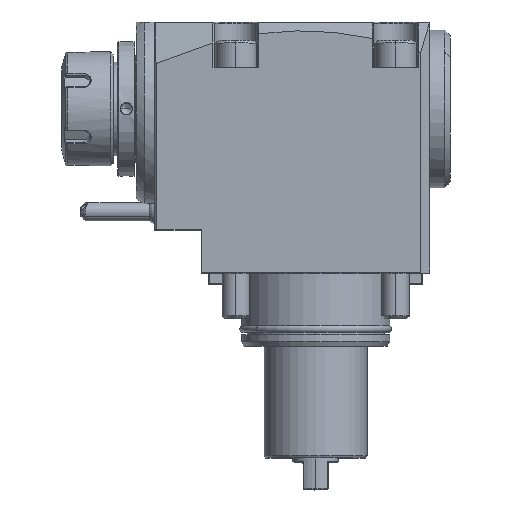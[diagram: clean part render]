
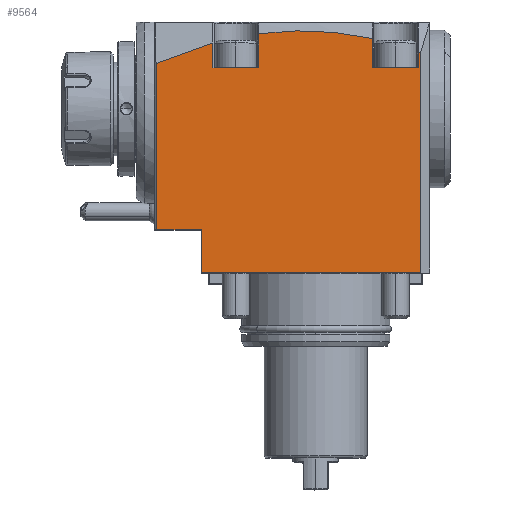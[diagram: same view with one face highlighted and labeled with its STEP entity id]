
A CAD part, top view. The second image highlights one B-rep face of the part: STEP entity #9564.
In plain terms, the highlighted planar face has unit normal (0, 0, 1).
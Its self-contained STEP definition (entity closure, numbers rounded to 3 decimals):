
#14=DIRECTION('',(-1.,0.,0.));
#15=VECTOR('',#14,96.);
#16=CARTESIAN_POINT('',(116.7,0.,47.));
#17=LINE('',#16,#15);
#297=CARTESIAN_POINT('',(116.7,96.598,47.));
#303=DIRECTION('',(0.,-1.,0.));
#304=VECTOR('',#303,96.598);
#305=CARTESIAN_POINT('',(116.7,96.598,47.));
#306=LINE('',#305,#304);
#307=DIRECTION('',(0.,1.,0.));
#308=VECTOR('',#307,19.);
#309=CARTESIAN_POINT('',(20.7,0.,47.));
#310=LINE('',#309,#308);
#311=DIRECTION('',(1.,0.,0.));
#312=VECTOR('',#311,19.7);
#313=CARTESIAN_POINT('',(1.,19.,47.));
#314=LINE('',#313,#312);
#315=CARTESIAN_POINT('',(25.665,100.792,47.));
#316=CARTESIAN_POINT('',(17.207,98.47,47.));
#317=CARTESIAN_POINT('',(8.997,95.459,47.));
#318=CARTESIAN_POINT('',(1.,91.859,47.));
#320=DIRECTION('',(-0.268,0.963,0.));
#321=VECTOR('',#320,0.132);
#322=CARTESIAN_POINT('',(25.7,100.664,47.));
#323=LINE('',#322,#321);
#324=DIRECTION('',(0.,1.,0.));
#325=VECTOR('',#324,10.664);
#326=CARTESIAN_POINT('',(25.7,90.,47.));
#327=LINE('',#326,#325);
#328=DIRECTION('',(0.001,-1.,0.));
#329=VECTOR('',#328,14.874);
#330=CARTESIAN_POINT('',(45.691,104.874,47.));
#331=LINE('',#330,#329);
#332=CARTESIAN_POINT('',(45.7,104.875,47.));
#333=CARTESIAN_POINT('',(46.8,105.021,47.));
#334=CARTESIAN_POINT('',(49.004,105.29,47.));
#335=CARTESIAN_POINT('',(52.326,105.616,47.));
#336=CARTESIAN_POINT('',(55.649,105.865,47.));
#337=CARTESIAN_POINT('',(58.974,106.036,47.));
#338=CARTESIAN_POINT('',(62.302,106.13,47.));
#339=CARTESIAN_POINT('',(65.633,106.146,47.));
#340=CARTESIAN_POINT('',(68.966,106.084,47.));
#341=CARTESIAN_POINT('',(72.297,105.944,47.));
#342=CARTESIAN_POINT('',(75.631,105.726,47.));
#343=CARTESIAN_POINT('',(78.966,105.429,47.));
#344=CARTESIAN_POINT('',(82.303,105.054,47.));
#345=CARTESIAN_POINT('',(85.643,104.6,47.));
#346=CARTESIAN_POINT('',(88.989,104.067,47.));
#347=CARTESIAN_POINT('',(92.341,103.454,47.));
#348=CARTESIAN_POINT('',(94.58,102.991,47.));
#349=CARTESIAN_POINT('',(95.7,102.747,47.));
#351=DIRECTION('',(0.,1.,0.));
#352=VECTOR('',#351,12.747);
#353=CARTESIAN_POINT('',(95.7,90.,47.));
#354=LINE('',#353,#352);
#355=DIRECTION('',(0.,-1.,0.));
#356=VECTOR('',#355,6.782);
#357=CARTESIAN_POINT('',(115.7,96.782,47.));
#358=LINE('',#357,#356);
#359=DIRECTION('',(-0.273,-0.962,0.));
#360=VECTOR('',#359,0.17);
#361=CARTESIAN_POINT('',(115.746,96.945,47.));
#362=LINE('',#361,#360);
#363=CARTESIAN_POINT('',(115.746,96.945,47.));
#364=CARTESIAN_POINT('',(116.065,96.83,47.));
#365=CARTESIAN_POINT('',(116.382,96.715,47.));
#366=CARTESIAN_POINT('',(116.7,96.598,47.));
#425=CARTESIAN_POINT('',(1.,91.859,47.));
#430=DIRECTION('',(0.,-1.,0.));
#431=VECTOR('',#430,72.859);
#432=CARTESIAN_POINT('',(1.,91.859,47.));
#433=LINE('',#432,#431);
#4454=DIRECTION('',(-1.,0.,0.));
#4455=VECTOR('',#4454,20.);
#4456=CARTESIAN_POINT('',(115.7,90.,47.));
#4457=LINE('',#4456,#4455);
#4540=DIRECTION('',(-1.,0.,0.));
#4541=VECTOR('',#4540,20.);
#4542=CARTESIAN_POINT('',(45.7,90.,47.));
#4543=LINE('',#4542,#4541);
#8028=VERTEX_POINT('',#425);
#8042=VERTEX_POINT('',#297);
#8059=CARTESIAN_POINT('',(25.7,100.664,47.));
#8060=CARTESIAN_POINT('',(25.665,100.792,47.));
#8061=VERTEX_POINT('',#8059);
#8062=VERTEX_POINT('',#8060);
#8069=CARTESIAN_POINT('',(115.746,96.945,47.));
#8070=VERTEX_POINT('',#8069);
#8073=CARTESIAN_POINT('',(45.691,104.874,47.));
#8074=CARTESIAN_POINT('',(45.7,90.,47.));
#8075=VERTEX_POINT('',#8073);
#8076=VERTEX_POINT('',#8074);
#8101=VERTEX_POINT('',#349);
#8104=CARTESIAN_POINT('',(115.7,90.,47.));
#8106=VERTEX_POINT('',#8104);
#8115=CARTESIAN_POINT('',(95.7,90.,47.));
#8117=VERTEX_POINT('',#8115);
#8120=CARTESIAN_POINT('',(115.7,96.782,47.));
#8121=VERTEX_POINT('',#8120);
#8124=CARTESIAN_POINT('',(25.7,90.,47.));
#8125=VERTEX_POINT('',#8124);
#8951=CARTESIAN_POINT('',(116.7,0.,47.));
#8952=VERTEX_POINT('',#8951);
#8962=CARTESIAN_POINT('',(20.7,0.,47.));
#8964=VERTEX_POINT('',#8962);
#8965=CARTESIAN_POINT('',(20.7,19.,47.));
#8966=VERTEX_POINT('',#8965);
#8967=CARTESIAN_POINT('',(1.,19.,47.));
#8968=VERTEX_POINT('',#8967);
#9527=CARTESIAN_POINT('',(0.,110.,47.));
#9528=DIRECTION('',(0.,0.,1.));
#9529=DIRECTION('',(0.,-1.,0.));
#9530=AXIS2_PLACEMENT_3D('',#9527,#9528,#9529);
#9531=PLANE('',#9530);
#9532=ORIENTED_EDGE('',*,*,#9518,.T.);
#9533=ORIENTED_EDGE('',*,*,#9148,.T.);
#9535=ORIENTED_EDGE('',*,*,#9534,.T.);
#9537=ORIENTED_EDGE('',*,*,#9536,.F.);
#9539=ORIENTED_EDGE('',*,*,#9538,.F.);
#9541=ORIENTED_EDGE('',*,*,#9540,.F.);
#9543=ORIENTED_EDGE('',*,*,#9542,.F.);
#9545=ORIENTED_EDGE('',*,*,#9544,.F.);
#9547=ORIENTED_EDGE('',*,*,#9546,.F.);
#9549=ORIENTED_EDGE('',*,*,#9548,.F.);
#9551=ORIENTED_EDGE('',*,*,#9550,.T.);
#9553=ORIENTED_EDGE('',*,*,#9552,.F.);
#9555=ORIENTED_EDGE('',*,*,#9554,.F.);
#9557=ORIENTED_EDGE('',*,*,#9556,.F.);
#9559=ORIENTED_EDGE('',*,*,#9558,.F.);
#9561=ORIENTED_EDGE('',*,*,#9560,.T.);
#9562=EDGE_LOOP('',(#9532,#9533,#9535,#9537,#9539,#9541,#9543,#9545,#9547,#9549,
#9551,#9553,#9555,#9557,#9559,#9561));
#9563=FACE_OUTER_BOUND('',#9562,.F.);
#319=B_SPLINE_CURVE_WITH_KNOTS('',3,(#315,#316,#317,#318),.UNSPECIFIED.,.F.,.F.,
(4,4),(0.,1.),.UNSPECIFIED.);
#350=B_SPLINE_CURVE_WITH_KNOTS('',3,(#332,#333,#334,#335,#336,#337,#338,#339,
#340,#341,#342,#343,#344,#345,#346,#347,#348,#349),.UNSPECIFIED.,.F.,.F.,(4,1,1,
1,1,1,1,1,1,1,1,1,1,1,1,4),(0.,0.067,0.133,0.2,
0.267,0.333,0.4,0.467,0.533,
0.6,0.667,0.733,0.8,0.867,
0.933,1.),.UNSPECIFIED.);
#367=B_SPLINE_CURVE_WITH_KNOTS('',3,(#363,#364,#365,#366),.UNSPECIFIED.,.F.,.F.,
(4,4),(0.,1.),.UNSPECIFIED.);
#9148=EDGE_CURVE('',#8952,#8964,#17,.T.);
#9518=EDGE_CURVE('',#8042,#8952,#306,.T.);
#9534=EDGE_CURVE('',#8964,#8966,#310,.T.);
#9536=EDGE_CURVE('',#8968,#8966,#314,.T.);
#9538=EDGE_CURVE('',#8028,#8968,#433,.T.);
#9540=EDGE_CURVE('',#8062,#8028,#319,.T.);
#9542=EDGE_CURVE('',#8061,#8062,#323,.T.);
#9544=EDGE_CURVE('',#8125,#8061,#327,.T.);
#9546=EDGE_CURVE('',#8076,#8125,#4543,.T.);
#9548=EDGE_CURVE('',#8075,#8076,#331,.T.);
#9550=EDGE_CURVE('',#8075,#8101,#350,.T.);
#9552=EDGE_CURVE('',#8117,#8101,#354,.T.);
#9554=EDGE_CURVE('',#8106,#8117,#4457,.T.);
#9556=EDGE_CURVE('',#8121,#8106,#358,.T.);
#9558=EDGE_CURVE('',#8070,#8121,#362,.T.);
#9560=EDGE_CURVE('',#8070,#8042,#367,.T.);
#9564=ADVANCED_FACE('',(#9563),#9531,.T.);
